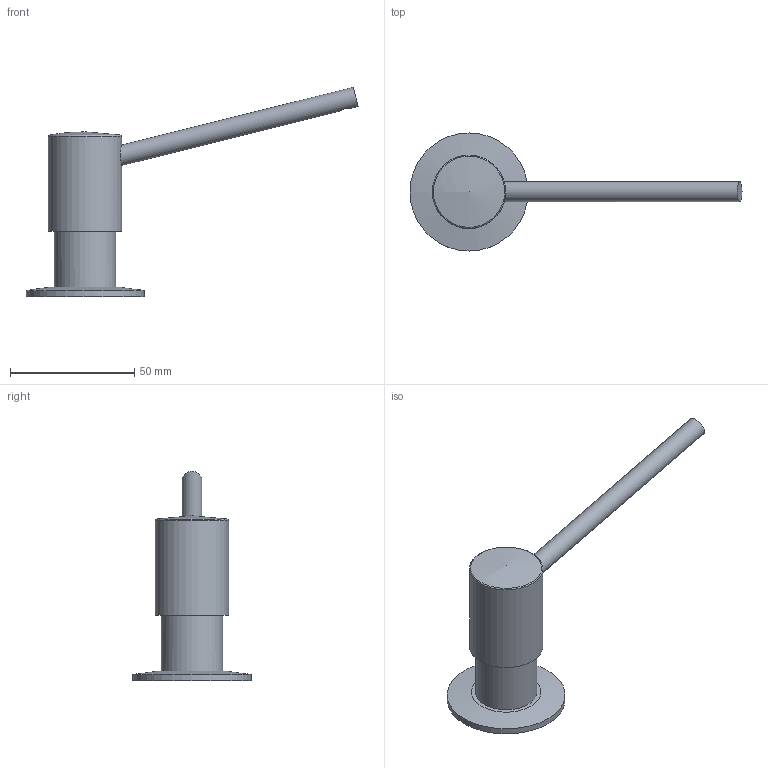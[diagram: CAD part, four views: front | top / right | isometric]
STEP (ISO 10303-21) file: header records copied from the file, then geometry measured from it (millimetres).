
FILE_DESCRIPTION(/* description */ (''),/* implementation_level */ '2;1');
FILE_NAME(/* name */ '3D_923620_SoapDispenser.step',/* time_stamp */ '2022-12-13T16:28:16+01:00',/* author */ (''),/* organization */ (''),/* preprocessor_version */ 'ST-DEVELOPER v19.2',/* originating_system */ 'Autodesk Translation Framework v11.17.0.187',/* authorisation */ '');
FILE_SCHEMA (('AUTOMOTIVE_DESIGN { 1 0 10303 214 3 1 1 }'));
Length unit declared in the file: millimetre
Products named in the file (24): (Nicht gespeichert); GT5009-01; GT5009-04; GT5009-10; GT5009-03; GT5009-09B; GT5009-06; GT5009-08; GT5009-05; GT5009-13; GT5006B-05; PDP-500262180; V235; LS-050160S-B; GT5009-07; OXQ-08020-NJ; GT5009-11; GT5009-12; GT5004-06; OXQ-055018-NJ; QD001B-01-01; GT5006B-02; OXQ-060130-NJ; OXQ-380200-NJ
Assembly tree (25 placements, depth 2):
  (Nicht gespeichert)
    GT5009-01
    GT5009-04
    GT5009-10
    GT5009-03
    GT5009-09B
    GT5009-06
    GT5009-08
    GT5009-05
    GT5009-13
    GT5006B-05
    PDP-500262180
    V235
    LS-050160S-B  x2
    GT5009-07
    OXQ-08020-NJ  x2
    GT5009-11
    GT5009-12
    GT5004-06
    OXQ-055018-NJ
    QD001B-01-01
    GT5006B-02
    OXQ-060130-NJ
    OXQ-380200-NJ
Bounding box: 133.55 x 47.5 x 84.25 mm (x, y, z)
Volume: 25327.6 mm3; surface area: 19098.5 mm2
Topology: 3 solids, 5 shells, 35 faces, 67 edges, 44 vertices
Faces by surface type: cylinder 12, plane 12, cone 5, torus 4, sphere 2
Full cylindrical faces by diameter (mm): 2 x1, 4 x1, 8 x2, 8.3 x1, 11 x1, 20.8 x1, 24 x1, 24.7 x1, 27.5 x1, 29.5 x1, 47.5 x1
Entity records: 1751 total; most frequent: CARTESIAN_POINT 292, DIRECTION 275, AXIS2_PLACEMENT_3D 129, ORIENTED_EDGE 127, EDGE_CURVE 65, PRODUCT_DEFINITION_SHAPE 49, DERIVED_UNIT_ELEMENT 46, PROPERTY_DEFINITION_REPRESENTATION 46
